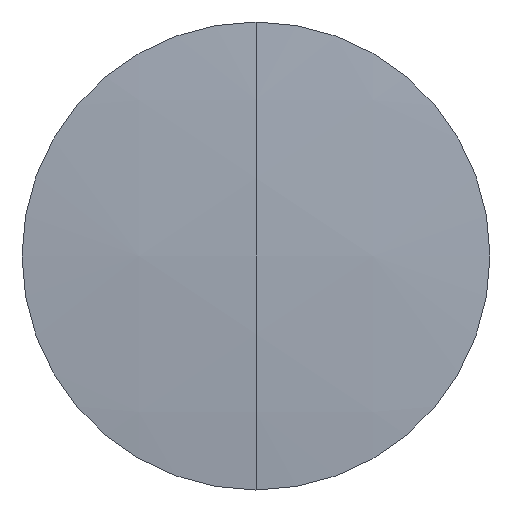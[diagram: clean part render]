
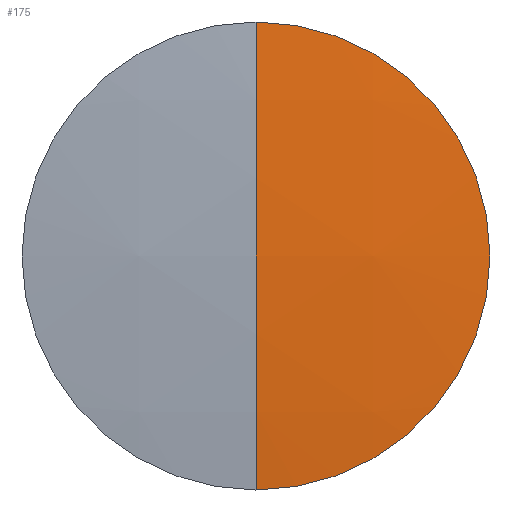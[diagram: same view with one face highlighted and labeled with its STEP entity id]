
A CAD part, left-side view. The second image highlights one B-rep face of the part: STEP entity #175.
In plain terms, the highlighted spherical face has radius 125.2 mm.
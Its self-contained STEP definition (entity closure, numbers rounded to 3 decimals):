
#15 = DIRECTION ( 'NONE',  ( -1., 0., 0. ) ) ;
#22 = CARTESIAN_POINT ( 'NONE',  ( 91.87, 0., 0. ) ) ;
#43 = CIRCLE ( 'NONE', #194, 12.5 ) ;
#45 = VERTEX_POINT ( 'NONE', #56 ) ;
#46 = DIRECTION ( 'NONE',  ( 0., 1., 0. ) ) ;
#56 = CARTESIAN_POINT ( 'NONE',  ( 91.87, 0., 12.5 ) ) ;
#58 = FACE_OUTER_BOUND ( 'NONE', #252, .T. ) ;
#61 = CARTESIAN_POINT ( 'NONE',  ( 216.445, 0., 0. ) ) ;
#72 = ORIENTED_EDGE ( 'NONE', *, *, #214, .T. ) ;
#79 = DIRECTION ( 'NONE',  ( 0., -1., 0. ) ) ;
#87 = DIRECTION ( 'NONE',  ( 0., 0., -1. ) ) ;
#88 = VERTEX_POINT ( 'NONE', #223 ) ;
#103 = CARTESIAN_POINT ( 'NONE',  ( 216.445, 0., 0. ) ) ;
#105 = AXIS2_PLACEMENT_3D ( 'NONE', #258, #224, #343 ) ;
#110 = VERTEX_POINT ( 'NONE', #158 ) ;
#158 = CARTESIAN_POINT ( 'NONE',  ( 91.245, 0., 0. ) ) ;
#165 = AXIS2_PLACEMENT_3D ( 'NONE', #61, #46, #304 ) ;
#175 = ADVANCED_FACE ( 'NONE', ( #58 ), #292, .T. ) ;
#179 = EDGE_CURVE ( 'NONE', #45, #110, #312, .T. ) ;
#194 = AXIS2_PLACEMENT_3D ( 'NONE', #22, #15, #264 ) ;
#214 = EDGE_CURVE ( 'NONE', #88, #45, #43, .T. ) ;
#223 = CARTESIAN_POINT ( 'NONE',  ( 91.87, 0., -12.5 ) ) ;
#224 = DIRECTION ( 'NONE',  ( 0., -1., 0. ) ) ;
#243 = ORIENTED_EDGE ( 'NONE', *, *, #334, .F. ) ;
#252 = EDGE_LOOP ( 'NONE', ( #72, #293, #243 ) ) ;
#258 = CARTESIAN_POINT ( 'NONE',  ( 216.445, 0., 0. ) ) ;
#264 = DIRECTION ( 'NONE',  ( 0., 0., 1. ) ) ;
#292 = SPHERICAL_SURFACE ( 'NONE', #335, 125.2 ) ;
#293 = ORIENTED_EDGE ( 'NONE', *, *, #179, .T. ) ;
#304 = DIRECTION ( 'NONE',  ( 0., 0., 1. ) ) ;
#307 = CIRCLE ( 'NONE', #165, 125.2 ) ;
#312 = CIRCLE ( 'NONE', #105, 125.2 ) ;
#334 = EDGE_CURVE ( 'NONE', #88, #110, #307, .T. ) ;
#335 = AXIS2_PLACEMENT_3D ( 'NONE', #103, #79, #87 ) ;
#343 = DIRECTION ( 'NONE',  ( 0., 0., -1. ) ) ;
